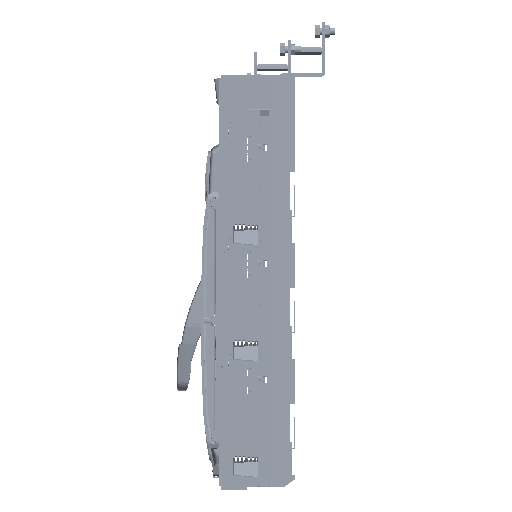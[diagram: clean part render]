
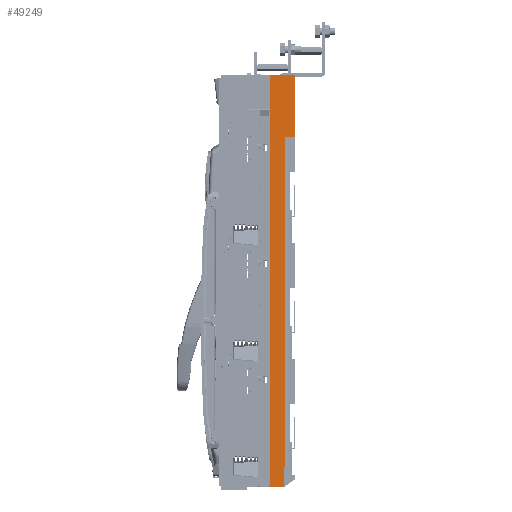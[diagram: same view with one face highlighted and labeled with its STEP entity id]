
A CAD part, left-side view. The second image highlights one B-rep face of the part: STEP entity #49249.
In plain terms, the highlighted planar face has unit normal (-1, -0.01, 0).
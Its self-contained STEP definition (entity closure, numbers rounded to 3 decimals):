
#35233=DIRECTION('',(0.01,-1.,0.009));
#35234=VECTOR('',#35233,40.004);
#35235=CARTESIAN_POINT('',(-199.715,542.155,
213.582));
#35236=LINE('',#35235,#35234);
#35237=DIRECTION('',(0.,0.,-1.));
#35238=VECTOR('',#35237,99.302);
#35239=CARTESIAN_POINT('',(-199.302,502.155,
213.931));
#35240=LINE('',#35239,#35238);
#35241=DIRECTION('',(-0.01,1.,-0.017));
#35242=VECTOR('',#35241,15.003);
#35243=CARTESIAN_POINT('',(-199.302,502.155,
114.629));
#35244=LINE('',#35243,#35242);
#35245=DIRECTION('',(0.,0.,-1.));
#35246=VECTOR('',#35245,526.237);
#35247=CARTESIAN_POINT('',(-199.457,517.155,
114.368));
#35248=LINE('',#35247,#35246);
#35249=DIRECTION('',(-0.01,1.,0.));
#35250=VECTOR('',#35249,3.);
#35251=CARTESIAN_POINT('',(-199.457,517.155,
-411.869));
#35252=LINE('',#35251,#35250);
#35253=DIRECTION('',(0.,0.,-1.));
#35254=VECTOR('',#35253,30.816);
#35255=CARTESIAN_POINT('',(-199.488,520.155,
-411.869));
#35256=LINE('',#35255,#35254);
#35257=DIRECTION('',(-0.01,1.,-0.017));
#35258=VECTOR('',#35257,22.005);
#35259=CARTESIAN_POINT('',(-199.488,520.155,
-442.685));
#35260=LINE('',#35259,#35258);
#35261=DIRECTION('',(0.,0.,1.));
#35262=VECTOR('',#35261,656.651);
#35263=CARTESIAN_POINT('',(-199.715,542.155,
-443.069));
#35264=LINE('',#35263,#35262);
#42591=CARTESIAN_POINT('',(-199.457,517.155,
-411.869));
#42592=VERTEX_POINT('',#42591);
#42593=CARTESIAN_POINT('',(-199.457,517.155,
114.368));
#42594=VERTEX_POINT('',#42593);
#43171=CARTESIAN_POINT('',(-199.302,502.155,
114.629));
#43172=VERTEX_POINT('',#43171);
#43173=CARTESIAN_POINT('',(-199.302,502.155,
213.931));
#43174=VERTEX_POINT('',#43173);
#43268=CARTESIAN_POINT('',(-199.715,542.155,
-443.069));
#43269=CARTESIAN_POINT('',(-199.715,542.155,
213.582));
#43270=VERTEX_POINT('',#43268);
#43271=VERTEX_POINT('',#43269);
#43274=CARTESIAN_POINT('',(-199.488,520.155,
-411.869));
#43275=VERTEX_POINT('',#43274);
#43276=CARTESIAN_POINT('',(-199.488,520.155,
-442.685));
#43277=VERTEX_POINT('',#43276);
#49228=CARTESIAN_POINT('',(-199.736,544.155,
217.28));
#49229=DIRECTION('',(1.,0.01,0.));
#49230=DIRECTION('',(0.01,-1.,0.));
#49231=AXIS2_PLACEMENT_3D('',#49228,#49229,#49230);
#49232=PLANE('',#49231);
#49234=ORIENTED_EDGE('',*,*,#49233,.T.);
#49236=ORIENTED_EDGE('',*,*,#49235,.T.);
#49238=ORIENTED_EDGE('',*,*,#49237,.T.);
#49239=ORIENTED_EDGE('',*,*,#43702,.T.);
#49241=ORIENTED_EDGE('',*,*,#49240,.T.);
#49243=ORIENTED_EDGE('',*,*,#49242,.T.);
#49245=ORIENTED_EDGE('',*,*,#49244,.T.);
#49246=ORIENTED_EDGE('',*,*,#49206,.T.);
#49247=EDGE_LOOP('',(#49234,#49236,#49238,#49239,#49241,#49243,#49245,#49246));
#49248=FACE_OUTER_BOUND('',#49247,.F.);
#49249=ADVANCED_FACE('',(#49248),#49232,.F.);
#43702=EDGE_CURVE('',#42594,#42592,#35248,.T.);
#49206=EDGE_CURVE('',#43270,#43271,#35264,.T.);
#49233=EDGE_CURVE('',#43271,#43174,#35236,.T.);
#49235=EDGE_CURVE('',#43174,#43172,#35240,.T.);
#49237=EDGE_CURVE('',#43172,#42594,#35244,.T.);
#49240=EDGE_CURVE('',#42592,#43275,#35252,.T.);
#49242=EDGE_CURVE('',#43275,#43277,#35256,.T.);
#49244=EDGE_CURVE('',#43277,#43270,#35260,.T.);
